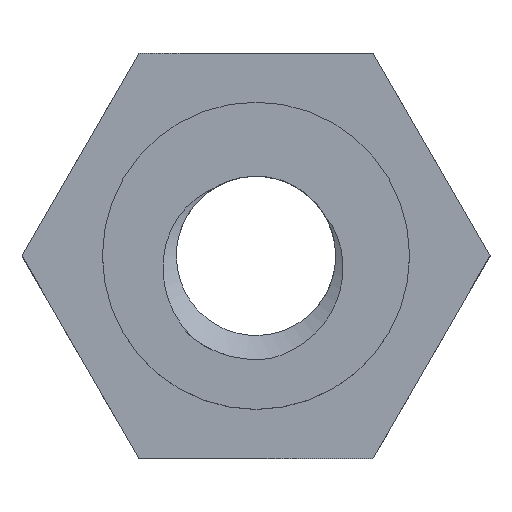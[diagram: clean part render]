
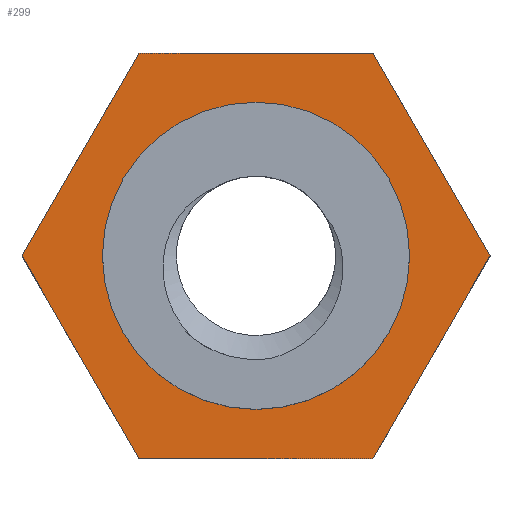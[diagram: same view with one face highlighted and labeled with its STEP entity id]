
A CAD part, top view. The second image highlights one B-rep face of the part: STEP entity #299.
In plain terms, the highlighted planar face has unit normal (0, 0, 1).
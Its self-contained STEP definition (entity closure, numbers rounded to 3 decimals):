
#8 = VERTEX_POINT ( 'NONE', #3249 ) ;
#54 = CARTESIAN_POINT ( 'NONE',  ( -1.836, 0., 1. ) ) ;
#93 = DIRECTION ( 'NONE',  ( 0.5, 0.866, 0. ) ) ;
#149 = CARTESIAN_POINT ( 'NONE',  ( 0., 0., 1. ) ) ;
#274 = VERTEX_POINT ( 'NONE', #1389 ) ;
#273 = CARTESIAN_POINT ( 'NONE',  ( -0.918, -1.59, 1. ) ) ;
#299 = ADVANCED_FACE ( 'NONE', ( #860, #394 ), #2638, .T. ) ;
#376 = DIRECTION ( 'NONE',  ( 1., 0., 0. ) ) ;
#380 = DIRECTION ( 'NONE',  ( 1., 0., 0. ) ) ;
#386 = EDGE_CURVE ( 'NONE', #274, #1253, #2711, .T. ) ;
#394 = FACE_OUTER_BOUND ( 'NONE', #1924, .T. ) ;
#436 = CARTESIAN_POINT ( 'NONE',  ( -0.918, -1.59, 1. ) ) ;
#551 = CARTESIAN_POINT ( 'NONE',  ( 1.205, 0., 1. ) ) ;
#696 = LINE ( 'NONE', #2186, #2602 ) ;
#698 = VECTOR ( 'NONE', #1933, 1000. ) ;
#715 = EDGE_CURVE ( 'NONE', #2174, #1440, #696, .T. ) ;
#738 = ORIENTED_EDGE ( 'NONE', *, *, #715, .T. ) ;
#773 = CARTESIAN_POINT ( 'NONE',  ( 0.918, 1.59, 1. ) ) ;
#788 = EDGE_LOOP ( 'NONE', ( #3045, #973 ) ) ;
#844 = DIRECTION ( 'NONE',  ( 0., 0., 1. ) ) ;
#860 = FACE_BOUND ( 'NONE', #788, .T. ) ;
#865 = EDGE_CURVE ( 'NONE', #1708, #1429, #1853, .T. ) ;
#885 = ORIENTED_EDGE ( 'NONE', *, *, #1034, .T. ) ;
#973 = ORIENTED_EDGE ( 'NONE', *, *, #865, .F. ) ;
#1034 = EDGE_CURVE ( 'NONE', #1440, #2722, #1371, .T. ) ;
#1051 = VECTOR ( 'NONE', #2820, 1000. ) ;
#1070 = LINE ( 'NONE', #2078, #1051 ) ;
#1097 = DIRECTION ( 'NONE',  ( 0., 0., 1. ) ) ;
#1193 = DIRECTION ( 'NONE',  ( 0.5, -0.866, 0. ) ) ;
#1253 = VERTEX_POINT ( 'NONE', #773 ) ;
#1347 = DIRECTION ( 'NONE',  ( 0., 0., 1. ) ) ;
#1361 = CARTESIAN_POINT ( 'NONE',  ( 0., 0., 1. ) ) ;
#1362 = AXIS2_PLACEMENT_3D ( 'NONE', #1361, #1347, #380 ) ;
#1371 = LINE ( 'NONE', #436, #698 ) ;
#1389 = CARTESIAN_POINT ( 'NONE',  ( 1.836, 0., 1. ) ) ;
#1429 = VERTEX_POINT ( 'NONE', #1796 ) ;
#1440 = VERTEX_POINT ( 'NONE', #273 ) ;
#1446 = DIRECTION ( 'NONE',  ( -0.5, 0.866, 0. ) ) ;
#1545 = EDGE_CURVE ( 'NONE', #2722, #274, #1578, .T. ) ;
#1578 = LINE ( 'NONE', #1812, #1767 ) ;
#1586 = VECTOR ( 'NONE', #2309, 1000. ) ;
#1621 = CARTESIAN_POINT ( 'NONE',  ( 0., 0., 1. ) ) ;
#1708 = VERTEX_POINT ( 'NONE', #551 ) ;
#1767 = VECTOR ( 'NONE', #93, 1000. ) ;
#1796 = CARTESIAN_POINT ( 'NONE',  ( -1.205, 0., 1. ) ) ;
#1805 = LINE ( 'NONE', #2040, #1586 ) ;
#1812 = CARTESIAN_POINT ( 'NONE',  ( 0.918, -1.59, 1. ) ) ;
#1851 = DIRECTION ( 'NONE',  ( 1., 0., 0. ) ) ;
#1853 = CIRCLE ( 'NONE', #2290, 1.205 ) ;
#1924 = EDGE_LOOP ( 'NONE', ( #738, #885, #2740, #2317, #2645, #1957 ) ) ;
#1933 = DIRECTION ( 'NONE',  ( 1., 0., 0. ) ) ;
#1949 = VECTOR ( 'NONE', #1446, 1000. ) ;
#1957 = ORIENTED_EDGE ( 'NONE', *, *, #2187, .T. ) ;
#2040 = CARTESIAN_POINT ( 'NONE',  ( -0.918, 1.59, 1. ) ) ;
#2078 = CARTESIAN_POINT ( 'NONE',  ( 0.918, 1.59, 1. ) ) ;
#2127 = CARTESIAN_POINT ( 'NONE',  ( 0.918, -1.59, 1. ) ) ;
#2174 = VERTEX_POINT ( 'NONE', #54 ) ;
#2186 = CARTESIAN_POINT ( 'NONE',  ( -1.836, 0., 1. ) ) ;
#2187 = EDGE_CURVE ( 'NONE', #8, #2174, #1805, .T. ) ;
#2290 = AXIS2_PLACEMENT_3D ( 'NONE', #1621, #1097, #376 ) ;
#2309 = DIRECTION ( 'NONE',  ( -0.5, -0.866, 0. ) ) ;
#2317 = ORIENTED_EDGE ( 'NONE', *, *, #386, .T. ) ;
#2323 = CIRCLE ( 'NONE', #1362, 1.205 ) ;
#2602 = VECTOR ( 'NONE', #1193, 1000. ) ;
#2638 = PLANE ( 'NONE',  #3116 ) ;
#2645 = ORIENTED_EDGE ( 'NONE', *, *, #2919, .T. ) ;
#2702 = EDGE_CURVE ( 'NONE', #1429, #1708, #2323, .T. ) ;
#2711 = LINE ( 'NONE', #3136, #1949 ) ;
#2722 = VERTEX_POINT ( 'NONE', #2127 ) ;
#2740 = ORIENTED_EDGE ( 'NONE', *, *, #1545, .T. ) ;
#2820 = DIRECTION ( 'NONE',  ( -1., 0., 0. ) ) ;
#2919 = EDGE_CURVE ( 'NONE', #1253, #8, #1070, .T. ) ;
#3045 = ORIENTED_EDGE ( 'NONE', *, *, #2702, .F. ) ;
#3116 = AXIS2_PLACEMENT_3D ( 'NONE', #149, #844, #1851 ) ;
#3136 = CARTESIAN_POINT ( 'NONE',  ( 1.836, 0., 1. ) ) ;
#3249 = CARTESIAN_POINT ( 'NONE',  ( -0.918, 1.59, 1. ) ) ;
